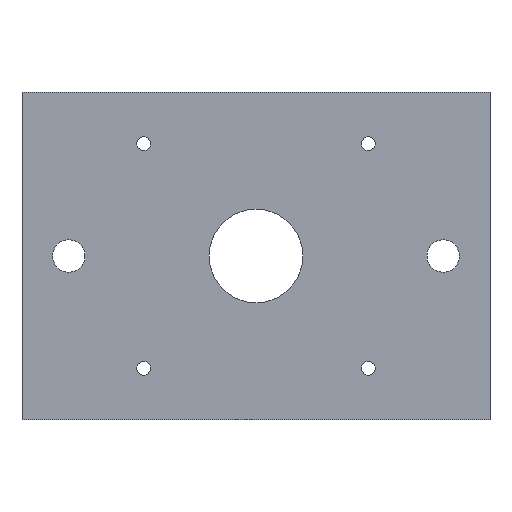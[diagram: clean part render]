
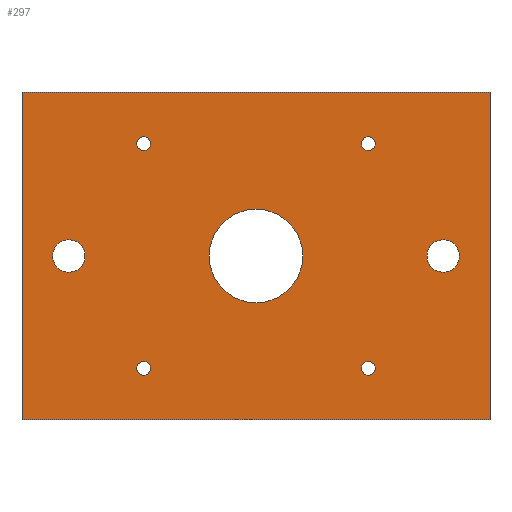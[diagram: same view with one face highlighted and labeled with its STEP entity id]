
A CAD part, front view. The second image highlights one B-rep face of the part: STEP entity #297.
In plain terms, the highlighted planar face has unit normal (0, -1, 0).
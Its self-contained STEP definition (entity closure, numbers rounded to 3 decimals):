
#22=FACE_BOUND('',#68,.T.);
#23=FACE_BOUND('',#69,.T.);
#24=FACE_BOUND('',#70,.T.);
#25=FACE_BOUND('',#71,.T.);
#26=FACE_BOUND('',#72,.T.);
#27=FACE_BOUND('',#73,.T.);
#28=FACE_BOUND('',#74,.T.);
#34=PLANE('',#350);
#47=FACE_OUTER_BOUND('',#67,.T.);
#67=EDGE_LOOP('',(#267,#268,#269,#270));
#68=EDGE_LOOP('',(#271));
#69=EDGE_LOOP('',(#272));
#70=EDGE_LOOP('',(#273));
#71=EDGE_LOOP('',(#274));
#72=EDGE_LOOP('',(#275));
#73=EDGE_LOOP('',(#276));
#74=EDGE_LOOP('',(#277));
#82=LINE('',#496,#101);
#86=LINE('',#504,#105);
#89=LINE('',#510,#108);
#92=LINE('',#515,#111);
#101=VECTOR('',#416,10.);
#105=VECTOR('',#422,10.);
#108=VECTOR('',#427,10.);
#111=VECTOR('',#432,10.);
#115=CIRCLE('',#321,1.45);
#118=CIRCLE('',#325,1.45);
#121=CIRCLE('',#329,1.45);
#124=CIRCLE('',#333,1.45);
#127=CIRCLE('',#337,3.459);
#130=CIRCLE('',#341,3.459);
#132=CIRCLE('',#344,10.);
#135=VERTEX_POINT('',#444);
#138=VERTEX_POINT('',#452);
#141=VERTEX_POINT('',#460);
#144=VERTEX_POINT('',#468);
#147=VERTEX_POINT('',#476);
#150=VERTEX_POINT('',#484);
#152=VERTEX_POINT('',#490);
#153=VERTEX_POINT('',#494);
#154=VERTEX_POINT('',#495);
#157=VERTEX_POINT('',#503);
#159=VERTEX_POINT('',#509);
#164=EDGE_CURVE('',#135,#135,#115,.T.);
#168=EDGE_CURVE('',#138,#138,#118,.T.);
#172=EDGE_CURVE('',#141,#141,#121,.T.);
#176=EDGE_CURVE('',#144,#144,#124,.T.);
#180=EDGE_CURVE('',#147,#147,#127,.T.);
#184=EDGE_CURVE('',#150,#150,#130,.T.);
#187=EDGE_CURVE('',#152,#152,#132,.T.);
#188=EDGE_CURVE('',#153,#154,#82,.T.);
#192=EDGE_CURVE('',#157,#153,#86,.T.);
#195=EDGE_CURVE('',#159,#157,#89,.T.);
#198=EDGE_CURVE('',#154,#159,#92,.T.);
#267=ORIENTED_EDGE('',*,*,#198,.F.);
#268=ORIENTED_EDGE('',*,*,#188,.F.);
#269=ORIENTED_EDGE('',*,*,#192,.F.);
#270=ORIENTED_EDGE('',*,*,#195,.F.);
#271=ORIENTED_EDGE('',*,*,#164,.T.);
#272=ORIENTED_EDGE('',*,*,#168,.T.);
#273=ORIENTED_EDGE('',*,*,#172,.T.);
#274=ORIENTED_EDGE('',*,*,#176,.T.);
#275=ORIENTED_EDGE('',*,*,#180,.T.);
#276=ORIENTED_EDGE('',*,*,#184,.T.);
#277=ORIENTED_EDGE('',*,*,#187,.F.);
#297=ADVANCED_FACE('',(#47,#22,#23,#24,#25,#26,#27,#28),#34,.F.);
#321=AXIS2_PLACEMENT_3D('',#446,#360,#361);
#325=AXIS2_PLACEMENT_3D('',#454,#369,#370);
#329=AXIS2_PLACEMENT_3D('',#462,#378,#379);
#333=AXIS2_PLACEMENT_3D('',#470,#387,#388);
#337=AXIS2_PLACEMENT_3D('',#478,#396,#397);
#341=AXIS2_PLACEMENT_3D('',#486,#405,#406);
#344=AXIS2_PLACEMENT_3D('',#492,#412,#413);
#350=AXIS2_PLACEMENT_3D('',#518,#436,#437);
#360=DIRECTION('center_axis',(0.,1.,0.));
#361=DIRECTION('ref_axis',(1.,0.,0.));
#369=DIRECTION('center_axis',(0.,1.,0.));
#370=DIRECTION('ref_axis',(1.,0.,0.));
#378=DIRECTION('center_axis',(0.,1.,0.));
#379=DIRECTION('ref_axis',(1.,0.,0.));
#387=DIRECTION('center_axis',(0.,1.,0.));
#388=DIRECTION('ref_axis',(1.,0.,0.));
#396=DIRECTION('center_axis',(0.,1.,0.));
#397=DIRECTION('ref_axis',(1.,0.,0.));
#405=DIRECTION('center_axis',(0.,1.,0.));
#406=DIRECTION('ref_axis',(1.,0.,0.));
#412=DIRECTION('center_axis',(0.,-1.,0.));
#413=DIRECTION('ref_axis',(1.,0.,0.));
#416=DIRECTION('',(-1.,0.,0.));
#422=DIRECTION('',(0.,0.,-1.));
#427=DIRECTION('',(1.,0.,0.));
#432=DIRECTION('',(0.,0.,1.));
#436=DIRECTION('center_axis',(0.,1.,0.));
#437=DIRECTION('ref_axis',(0.,0.,1.));
#444=CARTESIAN_POINT('',(-27.45,0.,-59.));
#446=CARTESIAN_POINT('Origin',(-26.,0.,-59.));
#452=CARTESIAN_POINT('',(-75.45,0.,-59.));
#454=CARTESIAN_POINT('Origin',(-74.,0.,-59.));
#460=CARTESIAN_POINT('',(-27.45,0.,-11.));
#462=CARTESIAN_POINT('Origin',(-26.,0.,-11.));
#468=CARTESIAN_POINT('',(-75.45,0.,-11.));
#470=CARTESIAN_POINT('Origin',(-74.,0.,-11.));
#476=CARTESIAN_POINT('',(-13.459,0.,-35.));
#478=CARTESIAN_POINT('Origin',(-10.,0.,-35.));
#484=CARTESIAN_POINT('',(-93.459,0.,-35.));
#486=CARTESIAN_POINT('Origin',(-90.,0.,-35.));
#490=CARTESIAN_POINT('',(-60.,0.,-35.));
#492=CARTESIAN_POINT('Origin',(-50.,0.,-35.));
#494=CARTESIAN_POINT('',(0.,0.,-70.));
#495=CARTESIAN_POINT('',(-100.,0.,-70.));
#496=CARTESIAN_POINT('',(0.,0.,-70.));
#503=CARTESIAN_POINT('',(0.,0.,0.));
#504=CARTESIAN_POINT('',(0.,0.,0.));
#509=CARTESIAN_POINT('',(-100.,0.,0.));
#510=CARTESIAN_POINT('',(-100.,0.,0.));
#515=CARTESIAN_POINT('',(-100.,0.,-70.));
#518=CARTESIAN_POINT('Origin',(-50.,0.,-35.));
